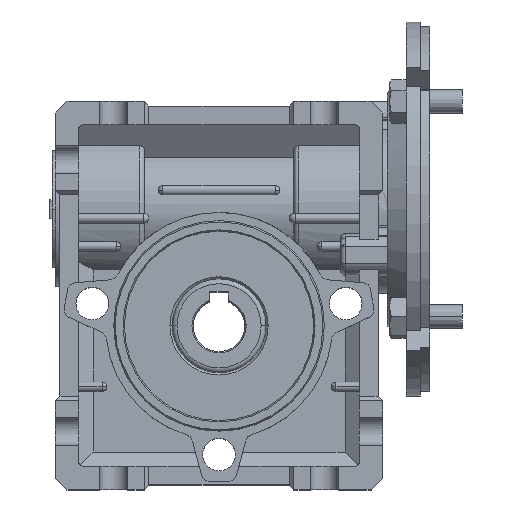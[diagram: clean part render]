
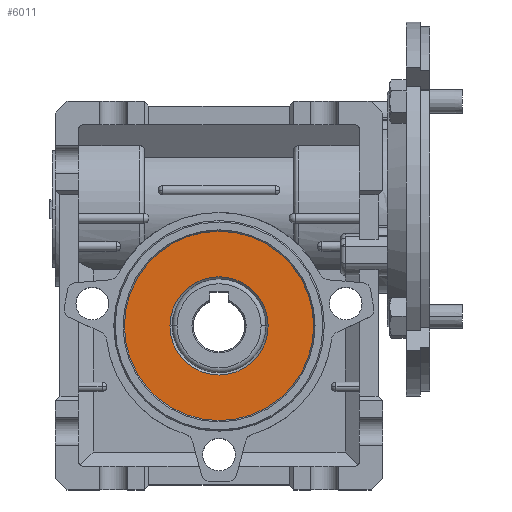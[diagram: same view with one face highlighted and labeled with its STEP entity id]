
A CAD part, top view. The second image highlights one B-rep face of the part: STEP entity #6011.
In plain terms, the highlighted planar face has unit normal (0, 0, 1).
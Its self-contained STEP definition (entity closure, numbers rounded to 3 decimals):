
#6011 = ADVANCED_FACE( '', ( #17745, #17746 ), #17747, .T. );
#10079 = VERTEX_POINT( '', #22213 );
#10821 = EDGE_CURVE( '', #16005, #10079, #23019, .T. );
#11007 = EDGE_CURVE( '', #14567, #13601, #23223, .T. );
#13601 = VERTEX_POINT( '', #26091 );
#14567 = VERTEX_POINT( '', #27140 );
#14837 = EDGE_CURVE( '', #13601, #14567, #27437, .T. );
#15127 = EDGE_CURVE( '', #10079, #16005, #27755, .T. );
#16005 = VERTEX_POINT( '', #28721 );
#17745 = FACE_BOUND( '', #30696, .T. );
#17746 = FACE_OUTER_BOUND( '', #30697, .T. );
#17747 = PLANE( '', #30698 );
#22213 = CARTESIAN_POINT( '', ( -36., -45.233, 24.5 ) );
#23019 = CIRCLE( '', #39105, 20.233 );
#23223 = CIRCLE( '', #39425, 10.5 );
#26091 = CARTESIAN_POINT( '', ( -46.5, -25., 24.5 ) );
#27140 = CARTESIAN_POINT( '', ( -25.5, -25., 24.5 ) );
#27437 = CIRCLE( '', #46036, 10.5 );
#27755 = CIRCLE( '', #46498, 20.233 );
#28721 = CARTESIAN_POINT( '', ( -36., -4.767, 24.5 ) );
#30696 = EDGE_LOOP( '', ( #50731, #50732 ) );
#30697 = EDGE_LOOP( '', ( #50733, #50734 ) );
#30698 = AXIS2_PLACEMENT_3D( '', #50735, #50736, #50737 );
#39105 = AXIS2_PLACEMENT_3D( '', #56528, #56529, #56530 );
#39425 = AXIS2_PLACEMENT_3D( '', #56754, #56755, #56756 );
#46036 = AXIS2_PLACEMENT_3D( '', #61554, #61555, #61556 );
#46498 = AXIS2_PLACEMENT_3D( '', #61918, #61919, #61920 );
#50731 = ORIENTED_EDGE( '', *, *, #14837, .F. );
#50732 = ORIENTED_EDGE( '', *, *, #11007, .F. );
#50733 = ORIENTED_EDGE( '', *, *, #15127, .T. );
#50734 = ORIENTED_EDGE( '', *, *, #10821, .T. );
#50735 = CARTESIAN_POINT( '', ( -56.233, -25., 24.5 ) );
#50736 = DIRECTION( '', ( 0., 0., 1. ) );
#50737 = DIRECTION( '', ( 0., -1., 0. ) );
#56528 = CARTESIAN_POINT( '', ( -36., -25., 24.5 ) );
#56529 = DIRECTION( '', ( 0., 0., 1. ) );
#56530 = DIRECTION( '', ( 0., 1., 0. ) );
#56754 = CARTESIAN_POINT( '', ( -36., -25., 24.5 ) );
#56755 = DIRECTION( '', ( 0., 0., 1. ) );
#56756 = DIRECTION( '', ( 0., -1., 0. ) );
#61554 = CARTESIAN_POINT( '', ( -36., -25., 24.5 ) );
#61555 = DIRECTION( '', ( 0., 0., 1. ) );
#61556 = DIRECTION( '', ( 0., -1., 0. ) );
#61918 = CARTESIAN_POINT( '', ( -36., -25., 24.5 ) );
#61919 = DIRECTION( '', ( 0., 0., 1. ) );
#61920 = DIRECTION( '', ( 0., 1., 0. ) );
